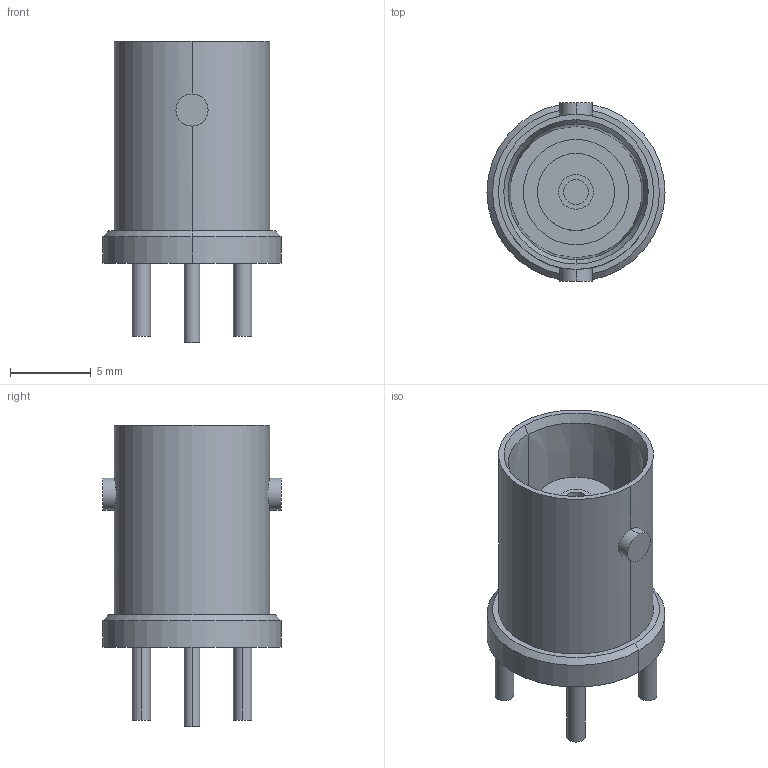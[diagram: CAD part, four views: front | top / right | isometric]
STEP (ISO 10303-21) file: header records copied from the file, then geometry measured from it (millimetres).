
FILE_DESCRIPTION((''),'2;1');
FILE_NAME('TYCO_5-1634503-1.stp','2013-07-17T14:13:06',(''),(''),'Mechanical Desktop 2011','Mechanical Desktop 2011',', , ');
FILE_SCHEMA(('AUTOMOTIVE_DESIGN { 1 2 10303 214 1 1 1 1 }'));
Length unit declared in the file: millimetre
Products named in the file (1): Product
Bounding box: 11 x 11.02 x 18.6 mm (x, y, z)
Volume: 689.3 mm3; surface area: 1101.8 mm2
Topology: 8 solids, 8 shells, 56 faces, 100 edges, 64 vertices
Faces by surface type: cylinder 28, plane 22, cone 6
Entity records: 1507 total; most frequent: CARTESIAN_POINT 307, DIRECTION 270, ORIENTED_EDGE 200, AXIS2_PLACEMENT_3D 117, EDGE_CURVE 100, VERTEX_POINT 64, EDGE_LOOP 62, CIRCLE 60
